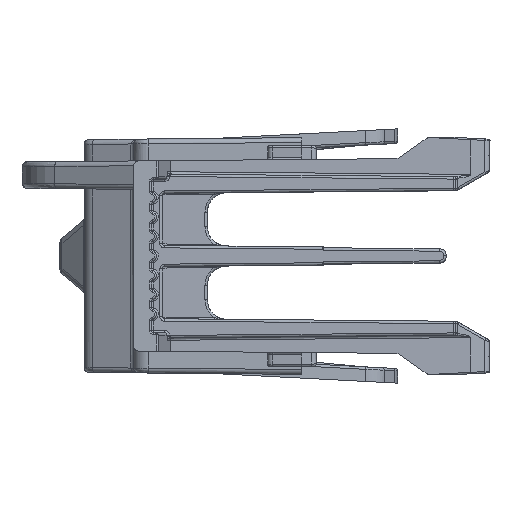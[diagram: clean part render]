
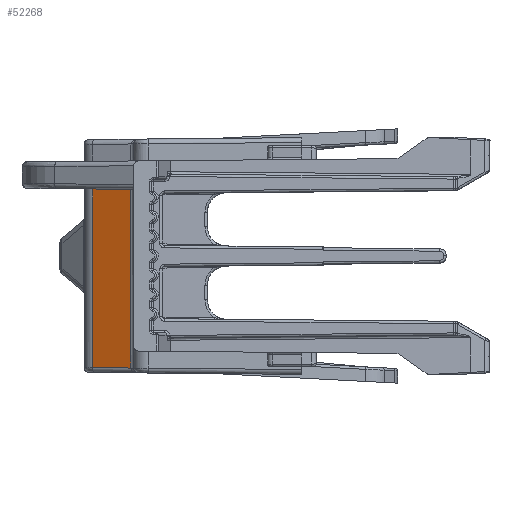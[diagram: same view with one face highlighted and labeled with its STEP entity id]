
A CAD part, left-side view. The second image highlights one B-rep face of the part: STEP entity #52268.
In plain terms, the highlighted planar face has unit normal (-0.906, 0.423, 0).
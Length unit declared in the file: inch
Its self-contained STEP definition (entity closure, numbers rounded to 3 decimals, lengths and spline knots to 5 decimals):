
#883 = VERTEX_POINT ( 'NONE', #114874 ) ;
#3408 = ORIENTED_EDGE ( 'NONE', *, *, #55990, .F. ) ;
#5239 = CARTESIAN_POINT ( 'NONE',  ( -2.47895, -0.13037, -0.45448 ) ) ;
#10614 = VECTOR ( 'NONE', #67825, 39.37008 ) ;
#12464 = VERTEX_POINT ( 'NONE', #92378 ) ;
#12702 = ORIENTED_EDGE ( 'NONE', *, *, #97298, .F. ) ;
#13883 = DIRECTION ( 'NONE',  ( 0.906, -0.423, 0. ) ) ;
#13924 = VECTOR ( 'NONE', #30202, 39.37008 ) ;
#19720 = FACE_OUTER_BOUND ( 'NONE', #49012, .T. ) ;
#23929 = PLANE ( 'NONE',  #47192 ) ;
#25934 = LINE ( 'NONE', #84625, #106026 ) ;
#27970 = EDGE_CURVE ( 'NONE', #64096, #12464, #25934, .T. ) ;
#30202 = DIRECTION ( 'NONE',  ( 0., 0., 1. ) ) ;
#32480 = DIRECTION ( 'NONE',  ( 0., 0., -1. ) ) ;
#42065 = ORIENTED_EDGE ( 'NONE', *, *, #27970, .F. ) ;
#42232 = VECTOR ( 'NONE', #117671, 39.37008 ) ;
#45305 = CARTESIAN_POINT ( 'NONE',  ( -2.47895, -0.13037, 0.27059 ) ) ;
#47192 = AXIS2_PLACEMENT_3D ( 'NONE', #76526, #13883, #87050 ) ;
#48647 = CARTESIAN_POINT ( 'NONE',  ( -2.40652, 0.02496, 0.27195 ) ) ;
#49012 = EDGE_LOOP ( 'NONE', ( #42065, #12702, #93260, #3408 ) ) ;
#52268 = ADVANCED_FACE ( 'NONE', ( #19720 ), #23929, .F. ) ;
#55147 = CARTESIAN_POINT ( 'NONE',  ( -2.40652, 0.02496, 0.27195 ) ) ;
#55990 = EDGE_CURVE ( 'NONE', #12464, #883, #118423, .T. ) ;
#64096 = VERTEX_POINT ( 'NONE', #45305 ) ;
#67825 = DIRECTION ( 'NONE',  ( 0.423, 0.906, 0.008 ) ) ;
#69522 = LINE ( 'NONE', #82368, #13924 ) ;
#73311 = LINE ( 'NONE', #55147, #42232 ) ;
#76526 = CARTESIAN_POINT ( 'NONE',  ( -2.48425, -0.14173, 0.00774 ) ) ;
#82368 = CARTESIAN_POINT ( 'NONE',  ( -2.40652, 0.02496, 0.00774 ) ) ;
#84625 = CARTESIAN_POINT ( 'NONE',  ( -2.47895, -0.13037, 0.00774 ) ) ;
#87050 = DIRECTION ( 'NONE',  ( 0.423, 0.906, 0. ) ) ;
#92378 = CARTESIAN_POINT ( 'NONE',  ( -2.47895, -0.13037, -0.45448 ) ) ;
#93260 = ORIENTED_EDGE ( 'NONE', *, *, #115843, .F. ) ;
#97298 = EDGE_CURVE ( 'NONE', #114209, #64096, #73311, .T. ) ;
#106026 = VECTOR ( 'NONE', #32480, 39.37008 ) ;
#114209 = VERTEX_POINT ( 'NONE', #48647 ) ;
#114874 = CARTESIAN_POINT ( 'NONE',  ( -2.40652, 0.02496, -0.45313 ) ) ;
#115843 = EDGE_CURVE ( 'NONE', #883, #114209, #69522, .T. ) ;
#117671 = DIRECTION ( 'NONE',  ( -0.423, -0.906, -0.008 ) ) ;
#118423 = LINE ( 'NONE', #5239, #10614 ) ;
